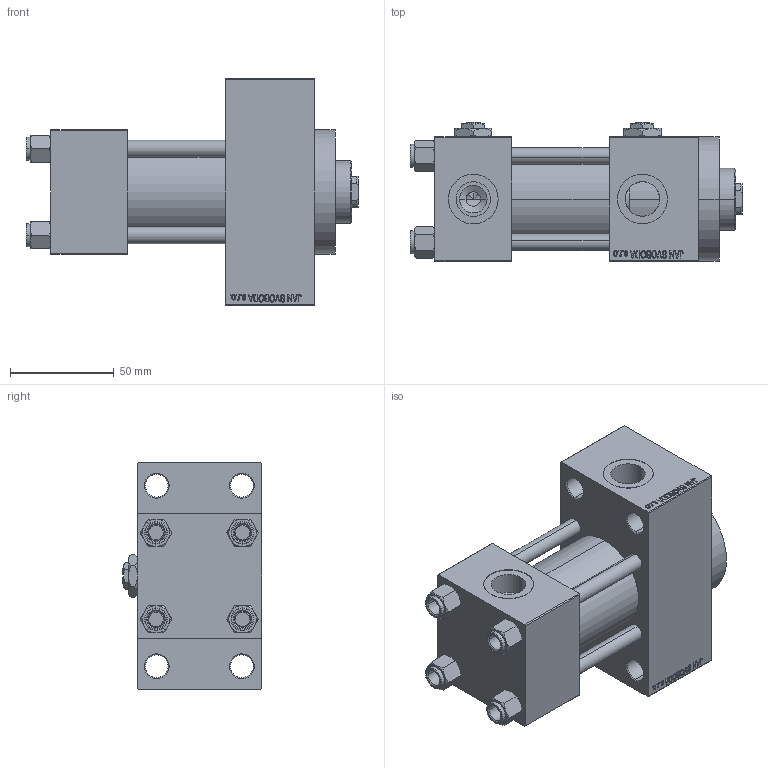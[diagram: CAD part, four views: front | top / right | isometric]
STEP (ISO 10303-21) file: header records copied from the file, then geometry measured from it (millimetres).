
FILE_DESCRIPTION (( 'STEP AP203' ), '1' );
FILE_NAME ('222e.STEP', '2025-04-16T12:41:44', ( '' ), ( '' ), 'SwSTEP 2.0', 'SolidWorks 2019', '' );
FILE_SCHEMA (( 'CONFIG_CONTROL_DESIGN' ));
Length unit declared in the file: millimetre
Products named in the file (7): NUT_M5_D 72878f594a7b5e8236a830f1c57c7f50; V215CR_VCP_D 72878f594a7b5e8236a830f1c57c7f50; Zatka_pro_OIL_PORT 72878f594a7b5e8236a830f1c57c7f50; 222e; V215CR_D_Body 72878f594a7b5e8236a830f1c57c7f50; V215CR_D_TYCINKA 72878f594a7b5e8236a830f1c57c7f50; V215_VC_A 72878f594a7b5e8236a830f1c57c7f50
Assembly tree (13 placements, depth 2):
  222e
    V215CR_D_Body 72878f594a7b5e8236a830f1c57c7f50
    V215CR_VCP_D 72878f594a7b5e8236a830f1c57c7f50
    NUT_M5_D 72878f594a7b5e8236a830f1c57c7f50  x4
    V215CR_D_TYCINKA 72878f594a7b5e8236a830f1c57c7f50  x4
    V215_VC_A 72878f594a7b5e8236a830f1c57c7f50
    Zatka_pro_OIL_PORT 72878f594a7b5e8236a830f1c57c7f50  x2
Bounding box: 160 x 67 x 109 mm (x, y, z)
Volume: 482863.9 mm3; surface area: 117231 mm2
Topology: 13 solids, 13 shells, 1205 faces, 2990 edges, 1926 vertices
Faces by surface type: plane 546, bspline 368, cone 184, cylinder 99, torus 8
Entity records: 49310 total; most frequent: CARTESIAN_POINT 25707, ORIENTED_EDGE 5280, DIRECTION 3454, EDGE_CURVE 2640, VERTEX_POINT 1724, LINE 1554, VECTOR 1554, EDGE_LOOP 1180
